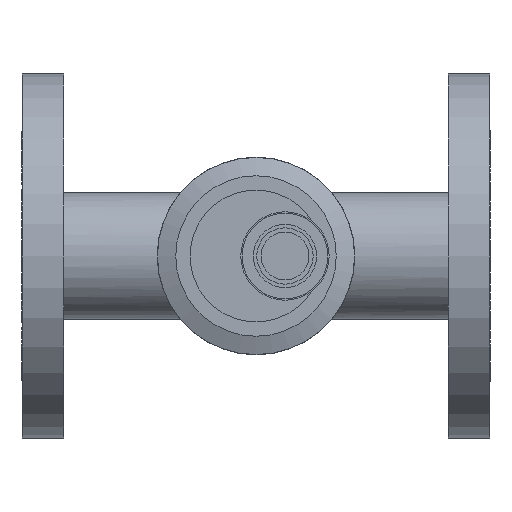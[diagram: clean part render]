
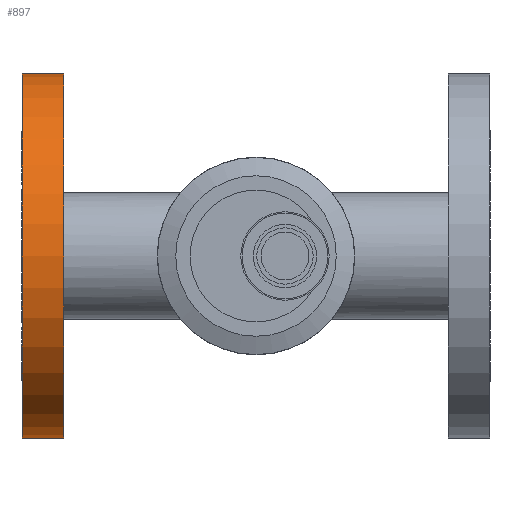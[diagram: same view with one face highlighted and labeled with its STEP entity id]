
A CAD part, left-side view. The second image highlights one B-rep face of the part: STEP entity #897.
In plain terms, the highlighted cylindrical face has radius 70 mm (diameter 140 mm), a full revolution.
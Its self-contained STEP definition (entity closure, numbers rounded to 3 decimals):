
#119=FACE_OUTER_BOUND('',#192,.T.);
#192=EDGE_LOOP('',(#722,#723,#724,#725));
#266=LINE('',#1690,#302);
#302=VECTOR('',#1264,70.);
#366=CIRCLE('',#1026,70.);
#367=CIRCLE('',#1028,70.);
#442=VERTEX_POINT('',#1684);
#443=VERTEX_POINT('',#1687);
#545=EDGE_CURVE('',#442,#442,#366,.T.);
#546=EDGE_CURVE('',#443,#443,#367,.T.);
#547=EDGE_CURVE('',#442,#443,#266,.T.);
#722=ORIENTED_EDGE('',*,*,#545,.F.);
#723=ORIENTED_EDGE('',*,*,#547,.T.);
#724=ORIENTED_EDGE('',*,*,#546,.T.);
#725=ORIENTED_EDGE('',*,*,#547,.F.);
#856=CYLINDRICAL_SURFACE('',#1029,70.);
#897=ADVANCED_FACE('',(#119),#856,.T.);
#1026=AXIS2_PLACEMENT_3D('',#1685,#1256,#1257);
#1028=AXIS2_PLACEMENT_3D('',#1688,#1260,#1261);
#1029=AXIS2_PLACEMENT_3D('',#1689,#1262,#1263);
#1256=DIRECTION('center_axis',(0.,1.,0.));
#1257=DIRECTION('ref_axis',(1.,0.,0.));
#1260=DIRECTION('center_axis',(0.,1.,0.));
#1261=DIRECTION('ref_axis',(1.,0.,0.));
#1262=DIRECTION('center_axis',(0.,1.,0.));
#1263=DIRECTION('ref_axis',(1.,0.,0.));
#1264=DIRECTION('',(0.,-1.,0.));
#1684=CARTESIAN_POINT('',(2081.451,90.,0.));
#1685=CARTESIAN_POINT('Origin',(2151.451,90.,0.));
#1687=CARTESIAN_POINT('',(2081.451,74.,0.));
#1688=CARTESIAN_POINT('Origin',(2151.451,74.,0.));
#1689=CARTESIAN_POINT('Origin',(2151.451,82.,0.));
#1690=CARTESIAN_POINT('',(2081.451,82.,0.));
